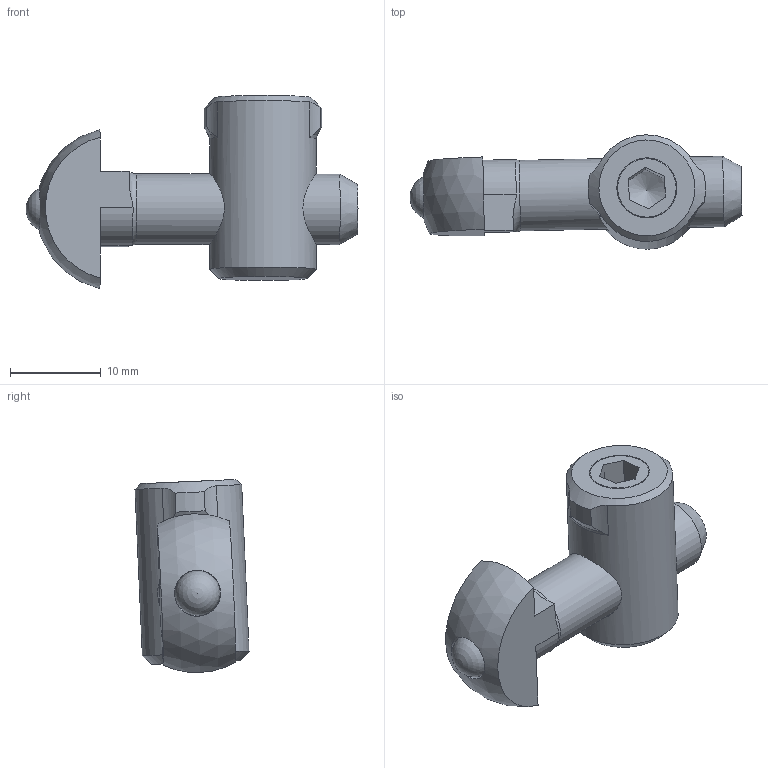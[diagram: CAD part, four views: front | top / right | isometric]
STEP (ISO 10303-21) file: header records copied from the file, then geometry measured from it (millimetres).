
FILE_DESCRIPTION(/* description */ ('Zuganker EL 12'),/* implementation_level */ '2;1');
FILE_NAME(/* name */ 'SV1011V_A.stp',/* time_stamp */ '2015-12-01T11:02:27+01:00',/* author */ ('Marina Kaa'),/* organization */ (''),/* preprocessor_version */ 'ST-DEVELOPER v15.6',/* originating_system */ 'Autodesk Inventor 2015',/* authorisation */ '');
FILE_SCHEMA (('AUTOMOTIVE_DESIGN { 1 0 10303 214 3 1 1 }'));
Length unit declared in the file: millimetre
Products named in the file (7): ME1611101_A; MK2402100_A; MK5100000_A; ME1611109_A; ME1620011_A; DK0914080100_A; SV1011V_A
Bounding box: 36.68 x 12.6 x 21.33 mm (x, y, z)
Volume: 3590.9 mm3; surface area: 2978.9 mm2
Topology: 5 solids, 5 shells, 51 faces, 130 edges, 85 vertices
Faces by surface type: plane 21, cylinder 14, cone 10, torus 3, sphere 2, bspline 1
Full cylindrical faces by diameter (mm): 5.1 x1, 6.65 x1, 7.8 x1, 8 x2, 11.8 x1
Entity records: 2264 total; most frequent: CARTESIAN_POINT 1037, DIRECTION 234, ORIENTED_EDGE 200, EDGE_CURVE 100, AXIS2_PLACEMENT_3D 99, VERTEX_POINT 74, EDGE_LOOP 70, FACE_OUTER_BOUND 51
